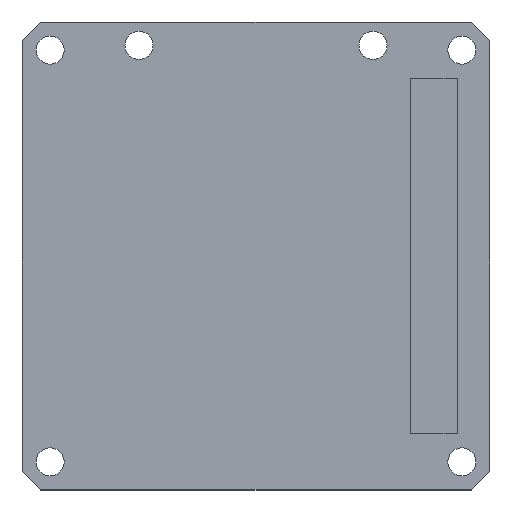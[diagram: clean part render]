
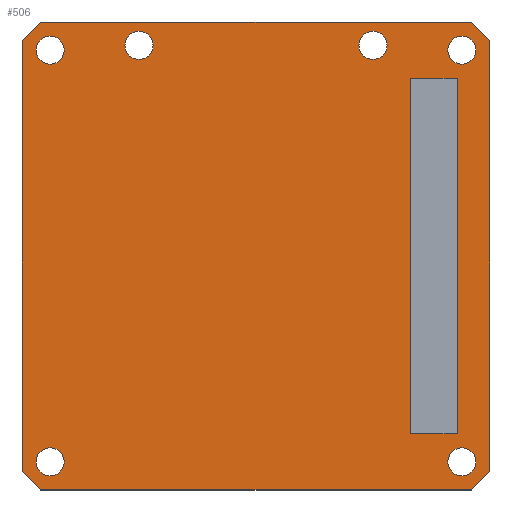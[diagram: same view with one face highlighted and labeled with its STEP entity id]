
A CAD part, top view. The second image highlights one B-rep face of the part: STEP entity #506.
In plain terms, the highlighted planar face has unit normal (0, 0, 1).
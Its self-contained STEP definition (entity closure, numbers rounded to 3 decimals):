
#29=CIRCLE('',#547,1.5);
#30=CIRCLE('',#549,1.5);
#31=CIRCLE('',#551,1.5);
#32=CIRCLE('',#553,1.5);
#33=CIRCLE('',#555,1.5);
#34=CIRCLE('',#557,1.5);
#42=FACE_BOUND('',#103,.T.);
#43=FACE_BOUND('',#104,.T.);
#44=FACE_BOUND('',#105,.T.);
#45=FACE_BOUND('',#106,.T.);
#46=FACE_BOUND('',#107,.T.);
#47=FACE_BOUND('',#108,.T.);
#68=FACE_OUTER_BOUND('',#102,.T.);
#102=EDGE_LOOP('',(#427,#428,#429,#430,#431,#432,#433,#434));
#103=EDGE_LOOP('',(#435));
#104=EDGE_LOOP('',(#436));
#105=EDGE_LOOP('',(#437));
#106=EDGE_LOOP('',(#438));
#107=EDGE_LOOP('',(#439));
#108=EDGE_LOOP('',(#440));
#115=LINE('',#705,#169);
#121=LINE('',#716,#175);
#132=LINE('',#752,#186);
#135=LINE('',#757,#189);
#137=LINE('',#761,#191);
#139=LINE('',#765,#193);
#155=LINE('',#809,#209);
#156=LINE('',#811,#210);
#169=VECTOR('',#571,10.);
#175=VECTOR('',#579,10.);
#186=VECTOR('',#606,10.);
#189=VECTOR('',#611,10.);
#191=VECTOR('',#615,10.);
#193=VECTOR('',#619,10.);
#209=VECTOR('',#671,10.);
#210=VECTOR('',#674,10.);
#223=VERTEX_POINT('',#703);
#224=VERTEX_POINT('',#704);
#228=VERTEX_POINT('',#714);
#244=VERTEX_POINT('',#750);
#245=VERTEX_POINT('',#751);
#246=VERTEX_POINT('',#756);
#247=VERTEX_POINT('',#760);
#248=VERTEX_POINT('',#764);
#253=VERTEX_POINT('',#785);
#254=VERTEX_POINT('',#789);
#255=VERTEX_POINT('',#793);
#256=VERTEX_POINT('',#797);
#257=VERTEX_POINT('',#801);
#258=VERTEX_POINT('',#805);
#267=EDGE_CURVE('',#223,#224,#115,.T.);
#273=EDGE_CURVE('',#223,#228,#121,.T.);
#290=EDGE_CURVE('',#244,#245,#132,.T.);
#293=EDGE_CURVE('',#246,#245,#135,.T.);
#295=EDGE_CURVE('',#246,#247,#137,.T.);
#297=EDGE_CURVE('',#248,#228,#139,.T.);
#307=EDGE_CURVE('',#253,#253,#29,.T.);
#309=EDGE_CURVE('',#254,#254,#30,.T.);
#311=EDGE_CURVE('',#255,#255,#31,.T.);
#313=EDGE_CURVE('',#256,#256,#32,.T.);
#315=EDGE_CURVE('',#257,#257,#33,.T.);
#317=EDGE_CURVE('',#258,#258,#34,.T.);
#319=EDGE_CURVE('',#248,#247,#155,.T.);
#320=EDGE_CURVE('',#244,#224,#156,.T.);
#427=ORIENTED_EDGE('',*,*,#267,.F.);
#428=ORIENTED_EDGE('',*,*,#273,.T.);
#429=ORIENTED_EDGE('',*,*,#297,.F.);
#430=ORIENTED_EDGE('',*,*,#319,.T.);
#431=ORIENTED_EDGE('',*,*,#295,.F.);
#432=ORIENTED_EDGE('',*,*,#293,.T.);
#433=ORIENTED_EDGE('',*,*,#290,.F.);
#434=ORIENTED_EDGE('',*,*,#320,.T.);
#435=ORIENTED_EDGE('',*,*,#317,.T.);
#436=ORIENTED_EDGE('',*,*,#315,.T.);
#437=ORIENTED_EDGE('',*,*,#313,.T.);
#438=ORIENTED_EDGE('',*,*,#311,.T.);
#439=ORIENTED_EDGE('',*,*,#309,.T.);
#440=ORIENTED_EDGE('',*,*,#307,.T.);
#479=PLANE('',#560);
#506=ADVANCED_FACE('',(#68,#42,#43,#44,#45,#46,#47),#479,.T.);
#547=AXIS2_PLACEMENT_3D('',#786,#641,#642);
#549=AXIS2_PLACEMENT_3D('',#790,#646,#647);
#551=AXIS2_PLACEMENT_3D('',#794,#651,#652);
#553=AXIS2_PLACEMENT_3D('',#798,#656,#657);
#555=AXIS2_PLACEMENT_3D('',#802,#661,#662);
#557=AXIS2_PLACEMENT_3D('',#806,#666,#667);
#560=AXIS2_PLACEMENT_3D('',#812,#675,#676);
#571=DIRECTION('',(-0.707,0.707,0.));
#579=DIRECTION('',(1.,0.,0.));
#606=DIRECTION('',(0.707,0.707,0.));
#611=DIRECTION('',(-1.,0.,0.));
#615=DIRECTION('',(0.707,-0.707,0.));
#619=DIRECTION('',(-0.707,-0.707,0.));
#641=DIRECTION('center_axis',(0.,0.,-1.));
#642=DIRECTION('ref_axis',(1.,0.,0.));
#646=DIRECTION('center_axis',(0.,0.,-1.));
#647=DIRECTION('ref_axis',(1.,0.,0.));
#651=DIRECTION('center_axis',(0.,0.,-1.));
#652=DIRECTION('ref_axis',(1.,0.,0.));
#656=DIRECTION('center_axis',(0.,0.,-1.));
#657=DIRECTION('ref_axis',(1.,0.,0.));
#661=DIRECTION('center_axis',(0.,0.,-1.));
#662=DIRECTION('ref_axis',(1.,0.,0.));
#666=DIRECTION('center_axis',(0.,0.,-1.));
#667=DIRECTION('ref_axis',(1.,0.,0.));
#671=DIRECTION('',(0.,1.,0.));
#674=DIRECTION('',(0.,-1.,0.));
#675=DIRECTION('center_axis',(0.,0.,1.));
#676=DIRECTION('ref_axis',(1.,0.,0.));
#703=CARTESIAN_POINT('',(2.,0.,1.));
#704=CARTESIAN_POINT('',(0.,2.,1.));
#705=CARTESIAN_POINT('',(1.,1.,1.));
#714=CARTESIAN_POINT('',(48.,0.,1.));
#716=CARTESIAN_POINT('',(0.,0.,1.));
#750=CARTESIAN_POINT('',(0.,48.,1.));
#751=CARTESIAN_POINT('',(2.,50.,1.));
#752=CARTESIAN_POINT('',(1.,49.,1.));
#756=CARTESIAN_POINT('',(48.,50.,1.));
#757=CARTESIAN_POINT('',(50.,50.,1.));
#760=CARTESIAN_POINT('',(50.,48.,1.));
#761=CARTESIAN_POINT('',(49.,49.,1.));
#764=CARTESIAN_POINT('',(50.,2.,1.));
#765=CARTESIAN_POINT('',(49.,1.,1.));
#785=CARTESIAN_POINT('',(1.5,3.,1.));
#786=CARTESIAN_POINT('Origin',(3.,3.,1.));
#789=CARTESIAN_POINT('',(1.5,47.,1.));
#790=CARTESIAN_POINT('Origin',(3.,47.,1.));
#793=CARTESIAN_POINT('',(45.5,3.,1.));
#794=CARTESIAN_POINT('Origin',(47.,3.,1.));
#797=CARTESIAN_POINT('',(11.,47.5,1.));
#798=CARTESIAN_POINT('Origin',(12.5,47.5,1.));
#801=CARTESIAN_POINT('',(36.,47.5,1.));
#802=CARTESIAN_POINT('Origin',(37.5,47.5,1.));
#805=CARTESIAN_POINT('',(45.5,47.,1.));
#806=CARTESIAN_POINT('Origin',(47.,47.,1.));
#809=CARTESIAN_POINT('',(50.,0.,1.));
#811=CARTESIAN_POINT('',(0.,50.,1.));
#812=CARTESIAN_POINT('Origin',(25.,25.,1.));
